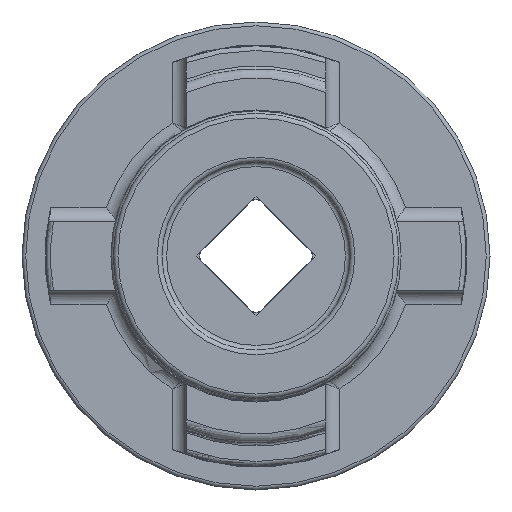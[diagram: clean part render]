
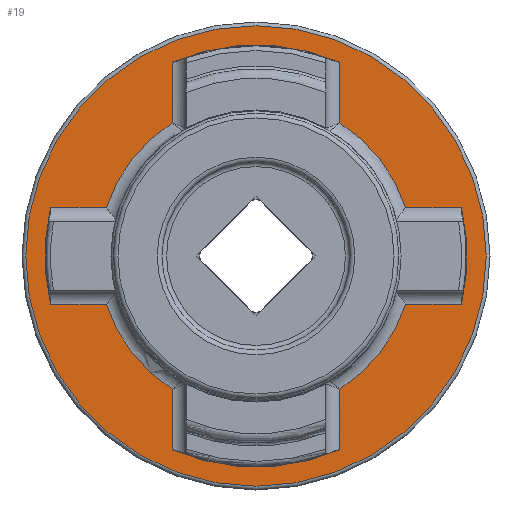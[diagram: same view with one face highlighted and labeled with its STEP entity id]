
A CAD part, left-side view. The second image highlights one B-rep face of the part: STEP entity #19.
In plain terms, the highlighted planar face has unit normal (-1, 0, 0).
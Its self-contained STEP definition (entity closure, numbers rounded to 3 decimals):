
#19 = ADVANCED_FACE ( 'NONE', ( #765, #1014 ), #2029, .F. ) ;
#66 = CARTESIAN_POINT ( 'NONE',  ( 34.5, 0., 0. ) ) ;
#85 = CIRCLE ( 'NONE', #1001, 16.8 ) ;
#100 = CARTESIAN_POINT ( 'NONE',  ( 34.5, 21.948, 5.175 ) ) ;
#116 = ORIENTED_EDGE ( 'NONE', *, *, #798, .T. ) ;
#129 = CIRCLE ( 'NONE', #1405, 22.55 ) ;
#130 = VECTOR ( 'NONE', #1817, 1000. ) ;
#151 = VERTEX_POINT ( 'NONE', #3139 ) ;
#163 = AXIS2_PLACEMENT_3D ( 'NONE', #2854, #3115, #3071 ) ;
#235 = VERTEX_POINT ( 'NONE', #767 ) ;
#253 = CIRCLE ( 'NONE', #1474, 22.55 ) ;
#292 = DIRECTION ( 'NONE',  ( 1., 0., 0. ) ) ;
#301 = EDGE_CURVE ( 'NONE', #235, #2347, #942, .T. ) ;
#328 = CARTESIAN_POINT ( 'NONE',  ( 34.5, 15.983, -5.175 ) ) ;
#329 = LINE ( 'NONE', #2306, #2676 ) ;
#363 = DIRECTION ( 'NONE',  ( 1., 0., 0. ) ) ;
#406 = ORIENTED_EDGE ( 'NONE', *, *, #301, .T. ) ;
#454 = VERTEX_POINT ( 'NONE', #2972 ) ;
#457 = ORIENTED_EDGE ( 'NONE', *, *, #3057, .F. ) ;
#472 = CARTESIAN_POINT ( 'NONE',  ( 34.5, -21.948, -5.175 ) ) ;
#498 = AXIS2_PLACEMENT_3D ( 'NONE', #654, #1981, #941 ) ;
#502 = LINE ( 'NONE', #1551, #2631 ) ;
#524 = ORIENTED_EDGE ( 'NONE', *, *, #1127, .T. ) ;
#568 = EDGE_LOOP ( 'NONE', ( #1772, #524, #406, #3296, #2311, #2536, #3089, #1321, #457, #116, #1440, #1181, #2248, #737, #2496, #1659 ) ) ;
#606 = VERTEX_POINT ( 'NONE', #3055 ) ;
#607 = EDGE_CURVE ( 'NONE', #1886, #1886, #2904, .T. ) ;
#619 = VERTEX_POINT ( 'NONE', #2817 ) ;
#630 = DIRECTION ( 'NONE',  ( 0., 0., 1. ) ) ;
#645 = DIRECTION ( 'NONE',  ( 0., 0., -1. ) ) ;
#654 = CARTESIAN_POINT ( 'NONE',  ( 34.5, 0., 0. ) ) ;
#718 = AXIS2_PLACEMENT_3D ( 'NONE', #1511, #3091, #645 ) ;
#737 = ORIENTED_EDGE ( 'NONE', *, *, #1489, .T. ) ;
#762 = AXIS2_PLACEMENT_3D ( 'NONE', #1373, #292, #3245 ) ;
#765 = FACE_OUTER_BOUND ( 'NONE', #3198, .T. ) ;
#767 = CARTESIAN_POINT ( 'NONE',  ( 34.5, -8.95, 14.218 ) ) ;
#770 = CARTESIAN_POINT ( 'NONE',  ( 34.5, 15.983, 5.175 ) ) ;
#798 = EDGE_CURVE ( 'NONE', #454, #1433, #2198, .T. ) ;
#809 = CARTESIAN_POINT ( 'NONE',  ( 34.5, 0., 0. ) ) ;
#918 = DIRECTION ( 'NONE',  ( 0., 0., -1. ) ) ;
#940 = CARTESIAN_POINT ( 'NONE',  ( 34.5, 0., 0. ) ) ;
#941 = DIRECTION ( 'NONE',  ( 0., 0., -1. ) ) ;
#942 = CIRCLE ( 'NONE', #762, 16.8 ) ;
#943 = CIRCLE ( 'NONE', #498, 16.8 ) ;
#948 = VERTEX_POINT ( 'NONE', #328 ) ;
#988 = DIRECTION ( 'NONE',  ( 0., 1., 0. ) ) ;
#1001 = AXIS2_PLACEMENT_3D ( 'NONE', #1283, #1401, #918 ) ;
#1014 = FACE_BOUND ( 'NONE', #568, .T. ) ;
#1033 = EDGE_CURVE ( 'NONE', #2295, #3362, #3429, .T. ) ;
#1034 = DIRECTION ( 'NONE',  ( 0., -1., 0. ) ) ;
#1093 = EDGE_CURVE ( 'NONE', #1963, #151, #253, .T. ) ;
#1108 = DIRECTION ( 'NONE',  ( -1., 0., 0. ) ) ;
#1127 = EDGE_CURVE ( 'NONE', #2533, #235, #2274, .T. ) ;
#1131 = AXIS2_PLACEMENT_3D ( 'NONE', #1702, #3300, #1479 ) ;
#1180 = CARTESIAN_POINT ( 'NONE',  ( 34.5, -8.95, -21.284 ) ) ;
#1181 = ORIENTED_EDGE ( 'NONE', *, *, #2712, .T. ) ;
#1190 = CIRCLE ( 'NONE', #163, 22.55 ) ;
#1280 = LINE ( 'NONE', #1463, #3356 ) ;
#1283 = CARTESIAN_POINT ( 'NONE',  ( 34.5, 0., 0. ) ) ;
#1321 = ORIENTED_EDGE ( 'NONE', *, *, #1033, .T. ) ;
#1336 = CARTESIAN_POINT ( 'NONE',  ( 34.5, 8.95, 0. ) ) ;
#1350 = CARTESIAN_POINT ( 'NONE',  ( 34.5, -8.95, -20.698 ) ) ;
#1370 = EDGE_CURVE ( 'NONE', #2796, #2574, #1280, .T. ) ;
#1373 = CARTESIAN_POINT ( 'NONE',  ( 34.5, 0., 0. ) ) ;
#1401 = DIRECTION ( 'NONE',  ( 1., 0., 0. ) ) ;
#1405 = AXIS2_PLACEMENT_3D ( 'NONE', #809, #1108, #1641 ) ;
#1426 = EDGE_CURVE ( 'NONE', #3414, #2796, #1948, .T. ) ;
#1433 = VERTEX_POINT ( 'NONE', #3050 ) ;
#1434 = DIRECTION ( 'NONE',  ( -1., 0., 0. ) ) ;
#1438 = DIRECTION ( 'NONE',  ( -1., 0., 0. ) ) ;
#1440 = ORIENTED_EDGE ( 'NONE', *, *, #2779, .T. ) ;
#1444 = DIRECTION ( 'NONE',  ( 0., 0., 1. ) ) ;
#1463 = CARTESIAN_POINT ( 'NONE',  ( 34.5, 8.95, 0. ) ) ;
#1474 = AXIS2_PLACEMENT_3D ( 'NONE', #940, #1438, #630 ) ;
#1479 = DIRECTION ( 'NONE',  ( 0., 0., 1. ) ) ;
#1489 = EDGE_CURVE ( 'NONE', #1963, #3414, #2949, .T. ) ;
#1511 = CARTESIAN_POINT ( 'NONE',  ( 34.5, 22.55, 0. ) ) ;
#1547 = ORIENTED_EDGE ( 'NONE', *, *, #607, .T. ) ;
#1551 = CARTESIAN_POINT ( 'NONE',  ( 34.5, -22.249, 5.175 ) ) ;
#1565 = CIRCLE ( 'NONE', #2887, 22.55 ) ;
#1578 = CARTESIAN_POINT ( 'NONE',  ( 34.5, 22.55, -5.175 ) ) ;
#1618 = CARTESIAN_POINT ( 'NONE',  ( 34.5, -15.983, 5.175 ) ) ;
#1641 = DIRECTION ( 'NONE',  ( 0., 0., 1. ) ) ;
#1659 = ORIENTED_EDGE ( 'NONE', *, *, #1370, .T. ) ;
#1685 = VECTOR ( 'NONE', #988, 1000. ) ;
#1702 = CARTESIAN_POINT ( 'NONE',  ( 34.5, 0., 0. ) ) ;
#1730 = DIRECTION ( 'NONE',  ( 0., 0., -1. ) ) ;
#1772 = ORIENTED_EDGE ( 'NONE', *, *, #2639, .F. ) ;
#1815 = EDGE_CURVE ( 'NONE', #619, #2295, #943, .T. ) ;
#1817 = DIRECTION ( 'NONE',  ( 0., 0., -1. ) ) ;
#1886 = VERTEX_POINT ( 'NONE', #2698 ) ;
#1948 = CIRCLE ( 'NONE', #2602, 16.8 ) ;
#1963 = VERTEX_POINT ( 'NONE', #100 ) ;
#1981 = DIRECTION ( 'NONE',  ( 1., 0., 0. ) ) ;
#1996 = CARTESIAN_POINT ( 'NONE',  ( 34.5, 0., 0. ) ) ;
#2029 = PLANE ( 'NONE',  #718 ) ;
#2030 = DIRECTION ( 'NONE',  ( 0., 0., -1. ) ) ;
#2064 = CARTESIAN_POINT ( 'NONE',  ( 34.5, -8.95, 13.364 ) ) ;
#2141 = CARTESIAN_POINT ( 'NONE',  ( 34.5, -8.95, -14.218 ) ) ;
#2198 = LINE ( 'NONE', #1336, #3344 ) ;
#2248 = ORIENTED_EDGE ( 'NONE', *, *, #1093, .F. ) ;
#2259 = VERTEX_POINT ( 'NONE', #472 ) ;
#2274 = LINE ( 'NONE', #2064, #130 ) ;
#2295 = VERTEX_POINT ( 'NONE', #2141 ) ;
#2306 = CARTESIAN_POINT ( 'NONE',  ( 34.5, -14.852, -5.175 ) ) ;
#2311 = ORIENTED_EDGE ( 'NONE', *, *, #3114, .F. ) ;
#2316 = VECTOR ( 'NONE', #1730, 1000. ) ;
#2347 = VERTEX_POINT ( 'NONE', #1618 ) ;
#2425 = DIRECTION ( 'NONE',  ( 0., 0., 1. ) ) ;
#2496 = ORIENTED_EDGE ( 'NONE', *, *, #1426, .T. ) ;
#2516 = LINE ( 'NONE', #1578, #1685 ) ;
#2525 = DIRECTION ( 'NONE',  ( 0., 0., 1. ) ) ;
#2533 = VERTEX_POINT ( 'NONE', #3051 ) ;
#2536 = ORIENTED_EDGE ( 'NONE', *, *, #2937, .T. ) ;
#2558 = DIRECTION ( 'NONE',  ( 0., -1., 0. ) ) ;
#2574 = VERTEX_POINT ( 'NONE', #2780 ) ;
#2602 = AXIS2_PLACEMENT_3D ( 'NONE', #1996, #363, #2030 ) ;
#2631 = VECTOR ( 'NONE', #1034, 1000. ) ;
#2639 = EDGE_CURVE ( 'NONE', #2533, #2574, #1190, .T. ) ;
#2658 = DIRECTION ( 'NONE',  ( 0., 1., 0. ) ) ;
#2676 = VECTOR ( 'NONE', #2658, 1000. ) ;
#2698 = CARTESIAN_POINT ( 'NONE',  ( 34.5, 0., 24.6 ) ) ;
#2712 = EDGE_CURVE ( 'NONE', #948, #151, #2516, .T. ) ;
#2779 = EDGE_CURVE ( 'NONE', #1433, #948, #85, .T. ) ;
#2780 = CARTESIAN_POINT ( 'NONE',  ( 34.5, 8.95, 20.698 ) ) ;
#2796 = VERTEX_POINT ( 'NONE', #2885 ) ;
#2817 = CARTESIAN_POINT ( 'NONE',  ( 34.5, -15.983, -5.175 ) ) ;
#2840 = CARTESIAN_POINT ( 'NONE',  ( 34.5, 22.55, 5.175 ) ) ;
#2854 = CARTESIAN_POINT ( 'NONE',  ( 34.5, 0., 0. ) ) ;
#2885 = CARTESIAN_POINT ( 'NONE',  ( 34.5, 8.95, 14.218 ) ) ;
#2887 = AXIS2_PLACEMENT_3D ( 'NONE', #66, #1434, #1444 ) ;
#2904 = CIRCLE ( 'NONE', #1131, 24.6 ) ;
#2937 = EDGE_CURVE ( 'NONE', #2259, #619, #329, .T. ) ;
#2949 = LINE ( 'NONE', #2840, #3031 ) ;
#2972 = CARTESIAN_POINT ( 'NONE',  ( 34.5, 8.95, -20.698 ) ) ;
#3031 = VECTOR ( 'NONE', #2558, 1000. ) ;
#3050 = CARTESIAN_POINT ( 'NONE',  ( 34.5, 8.95, -14.218 ) ) ;
#3051 = CARTESIAN_POINT ( 'NONE',  ( 34.5, -8.95, 20.698 ) ) ;
#3055 = CARTESIAN_POINT ( 'NONE',  ( 34.5, -21.948, 5.175 ) ) ;
#3057 = EDGE_CURVE ( 'NONE', #454, #3362, #129, .T. ) ;
#3071 = DIRECTION ( 'NONE',  ( 0., 0., 1. ) ) ;
#3089 = ORIENTED_EDGE ( 'NONE', *, *, #1815, .T. ) ;
#3091 = DIRECTION ( 'NONE',  ( 1., 0., 0. ) ) ;
#3114 = EDGE_CURVE ( 'NONE', #2259, #606, #1565, .T. ) ;
#3115 = DIRECTION ( 'NONE',  ( -1., 0., 0. ) ) ;
#3139 = CARTESIAN_POINT ( 'NONE',  ( 34.5, 21.948, -5.175 ) ) ;
#3198 = EDGE_LOOP ( 'NONE', ( #1547 ) ) ;
#3245 = DIRECTION ( 'NONE',  ( 0., 0., -1. ) ) ;
#3296 = ORIENTED_EDGE ( 'NONE', *, *, #3313, .T. ) ;
#3300 = DIRECTION ( 'NONE',  ( -1., 0., 0. ) ) ;
#3313 = EDGE_CURVE ( 'NONE', #2347, #606, #502, .T. ) ;
#3344 = VECTOR ( 'NONE', #2425, 1000. ) ;
#3356 = VECTOR ( 'NONE', #2525, 1000. ) ;
#3362 = VERTEX_POINT ( 'NONE', #1350 ) ;
#3414 = VERTEX_POINT ( 'NONE', #770 ) ;
#3429 = LINE ( 'NONE', #1180, #2316 ) ;
